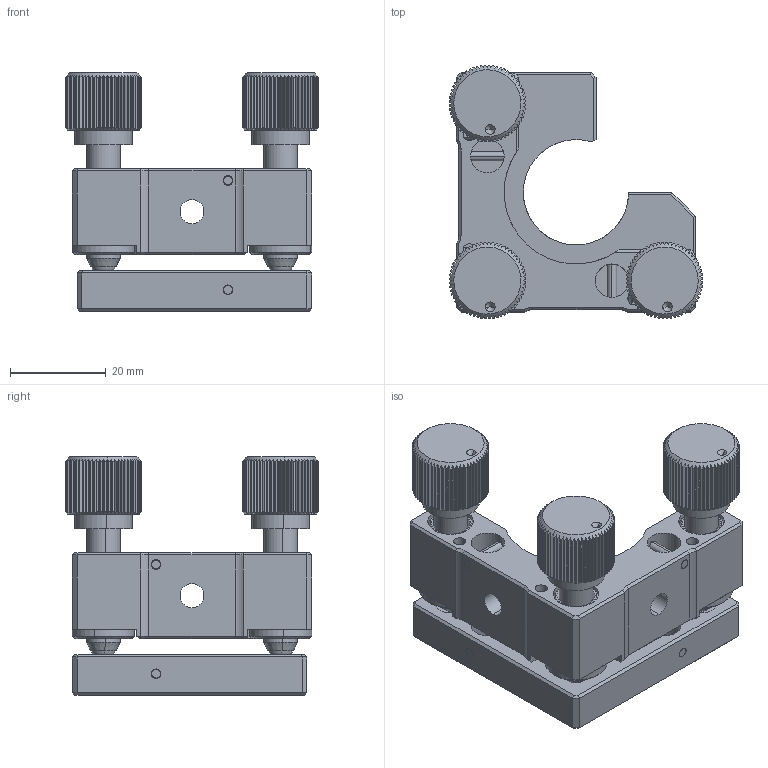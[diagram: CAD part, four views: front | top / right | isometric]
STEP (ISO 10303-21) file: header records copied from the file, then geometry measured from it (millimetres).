
FILE_DESCRIPTION (( 'STEP AP203' ), '1' );
FILE_NAME ('OMHS25-B.step', '2019-05-09T09:02:25', ( '' ), ( '' ), 'SwSTEP 2.0', 'SolidWorks 2016', '' );
FILE_SCHEMA (( 'CONFIG_CONTROL_DESIGN' ));
Length unit declared in the file: millimetre
Products named in the file (1): OMHS25-B
Bounding box: 52.99 x 52.99 x 49.8 mm (x, y, z)
Surface area: 20205.7 mm2 (no closed solid volume)
Topology: 0 solids, 30 shells, 1017 faces, 2796 edges, 1798 vertices
Faces by surface type: plane 497, cylinder 276, cone 238, torus 6
Entity records: 33082 total; most frequent: CARTESIAN_POINT 8361, ORIENTED_EDGE 5184, DIRECTION 4871, EDGE_CURVE 2782, AXIS2_PLACEMENT_3D 1840, VERTEX_POINT 1794, VECTOR 1191, LINE 1191
